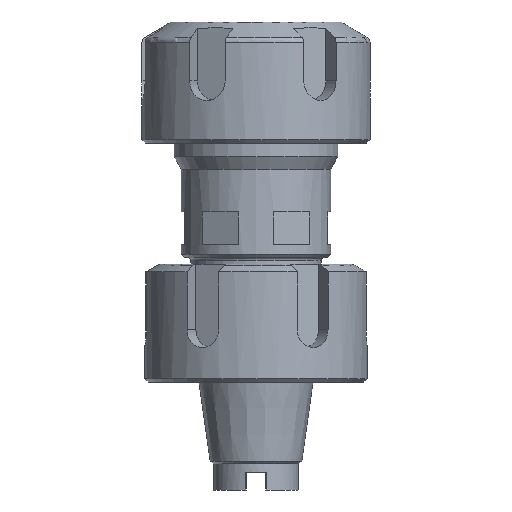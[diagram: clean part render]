
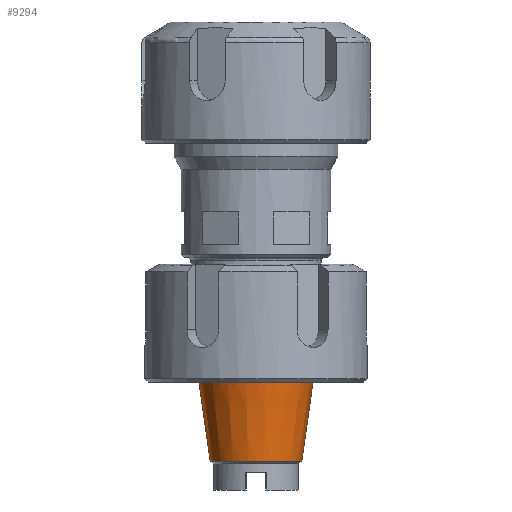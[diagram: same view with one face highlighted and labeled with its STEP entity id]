
A CAD part, left-side view. The second image highlights one B-rep face of the part: STEP entity #9294.
In plain terms, the highlighted conical face has half-angle 8 degrees and reference radius 7.014 mm.
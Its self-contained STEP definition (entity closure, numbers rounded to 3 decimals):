
#1766 = CARTESIAN_POINT ( 'NONE',  ( 0., 0., -31.069 ) ) ;
#2336 = VERTEX_POINT ( 'NONE', #14767 ) ;
#2541 = CARTESIAN_POINT ( 'NONE',  ( 0., 0., -31.069 ) ) ;
#2877 = EDGE_CURVE ( 'NONE', #2336, #2336, #4162, .T. ) ;
#3169 = CONICAL_SURFACE ( 'NONE', #5016, 7.014, 0.14 ) ;
#3442 = FACE_BOUND ( 'NONE', #6329, .T. ) ;
#4162 = CIRCLE ( 'NONE', #5439, 8.71 ) ;
#4192 = FACE_OUTER_BOUND ( 'NONE', #10103, .T. ) ;
#5016 = AXIS2_PLACEMENT_3D ( 'NONE', #1766, #17858, #8307 ) ;
#5336 = DIRECTION ( 'NONE',  ( 0., -1., 0. ) ) ;
#5439 = AXIS2_PLACEMENT_3D ( 'NONE', #8757, #8692, #5336 ) ;
#6329 = EDGE_LOOP ( 'NONE', ( #13220 ) ) ;
#7123 = ORIENTED_EDGE ( 'NONE', *, *, #2877, .F. ) ;
#7232 = CIRCLE ( 'NONE', #15547, 7.014 ) ;
#7247 = DIRECTION ( 'NONE',  ( 0., 0., 1. ) ) ;
#8307 = DIRECTION ( 'NONE',  ( 0., -1., 0. ) ) ;
#8692 = DIRECTION ( 'NONE',  ( 0., 0., 1. ) ) ;
#8757 = CARTESIAN_POINT ( 'NONE',  ( 0., 0., -19. ) ) ;
#9294 = ADVANCED_FACE ( 'NONE', ( #3442, #4192 ), #3169, .T. ) ;
#10103 = EDGE_LOOP ( 'NONE', ( #7123 ) ) ;
#12205 = DIRECTION ( 'NONE',  ( 0., -1., 0. ) ) ;
#13166 = VERTEX_POINT ( 'NONE', #18119 ) ;
#13220 = ORIENTED_EDGE ( 'NONE', *, *, #16489, .T. ) ;
#14767 = CARTESIAN_POINT ( 'NONE',  ( 0., -8.71, -19. ) ) ;
#15547 = AXIS2_PLACEMENT_3D ( 'NONE', #2541, #7247, #12205 ) ;
#16489 = EDGE_CURVE ( 'NONE', #13166, #13166, #7232, .T. ) ;
#17858 = DIRECTION ( 'NONE',  ( 0., 0., 1. ) ) ;
#18119 = CARTESIAN_POINT ( 'NONE',  ( 0., -7.014, -31.069 ) ) ;
